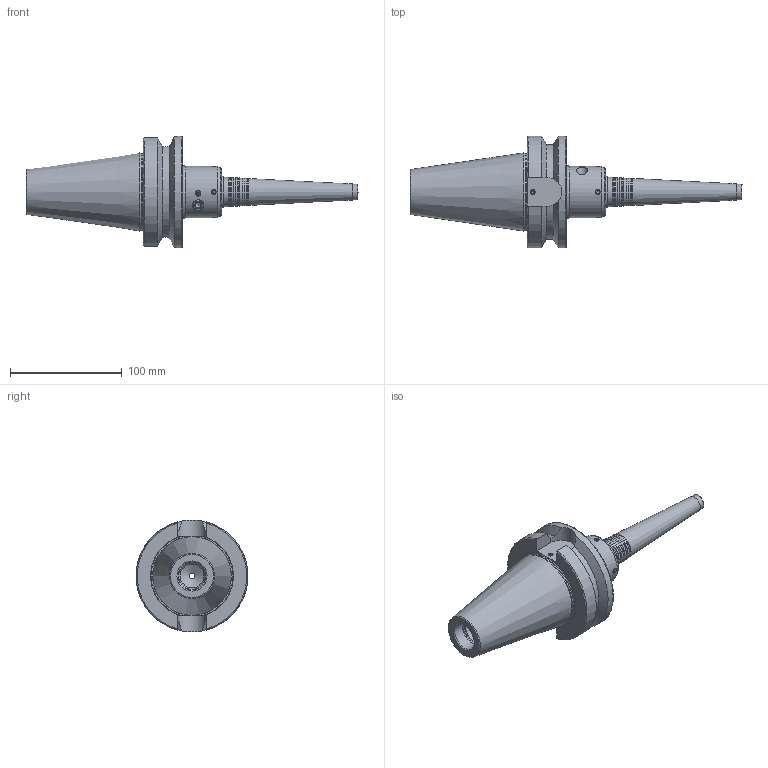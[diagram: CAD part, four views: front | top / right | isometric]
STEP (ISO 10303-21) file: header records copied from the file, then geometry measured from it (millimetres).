
FILE_DESCRIPTION((''),'2;1');
FILE_NAME('360002507195 BT50-PHZ07SB-195-3D.stp','2022-11-11T15:24:47',('nttooll'),(''),'Autodesk Inventor 2012','Autodesk Inventor 2012','');
FILE_SCHEMA(('AUTOMOTIVE_DESIGN { 1 0 10303 214 1 1 1 1 }'));
Length unit declared in the file: millimetre
Products named in the file (1): 360002507195 BT50-PHZ07SB-195-3D
Bounding box: 296.8 x 100 x 100 mm (x, y, z)
Volume: 527503.3 mm3; surface area: 73279.5 mm2
Topology: 1 solids, 2 shells, 189 faces, 404 edges, 238 vertices
Faces by surface type: cone 77, cylinder 60, plane 35, torus 17
Full cylindrical faces by diameter (mm): 2.309 x4, 3.4 x2, 3.464 x4, 4 x4, 4.1 x1, 4.5 x4, 4.619 x2, 5 x3, 6 x4, 7 x6, 7.4 x3, 8 x2, 9 x2, 9.6 x1, 10 x1, 14 x1, 21 x1, 21.3 x1, 24 x1, 25 x1, 25.4 x1, 45.8 x1, 68.9 x1, 100 x1
Entity records: 4551 total; most frequent: CARTESIAN_POINT 1127, DIRECTION 756, ORIENTED_EDGE 478, AXIS2_PLACEMENT_3D 363, EDGE_LOOP 352, EDGE_CURVE 239, VERTEX_POINT 213, FACE_OUTER_BOUND 189
